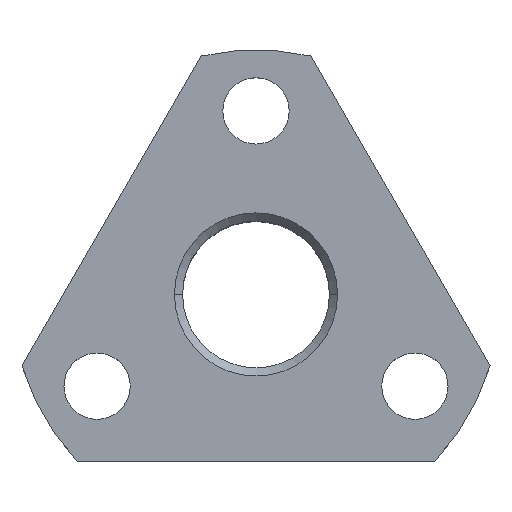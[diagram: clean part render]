
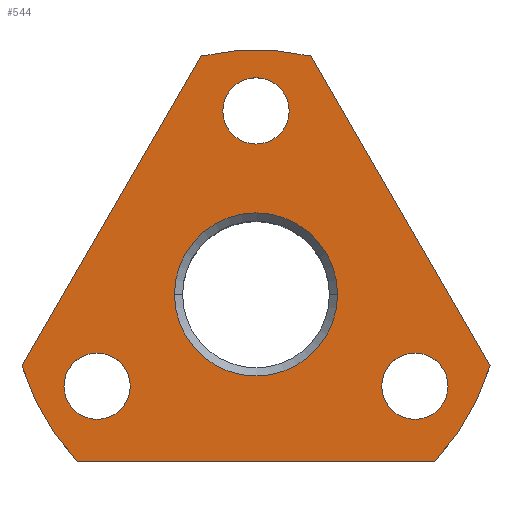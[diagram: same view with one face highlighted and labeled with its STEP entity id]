
A CAD part, top view. The second image highlights one B-rep face of the part: STEP entity #544.
In plain terms, the highlighted planar face has unit normal (0, 0, 1).
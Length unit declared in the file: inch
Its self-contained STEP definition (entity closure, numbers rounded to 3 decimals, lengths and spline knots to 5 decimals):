
#3 = CIRCLE ( 'NONE', #594, 0.10157 ) ;
#10 = DIRECTION ( 'NONE',  ( 0., 0., 1. ) ) ;
#28 = CARTESIAN_POINT ( 'NONE',  ( 0.15995, 0.72538, 0. ) ) ;
#35 = VERTEX_POINT ( 'NONE', #451 ) ;
#37 = EDGE_LOOP ( 'NONE', ( #182, #687 ) ) ;
#38 = DIRECTION ( 'NONE',  ( 0., 0., 1. ) ) ;
#47 = AXIS2_PLACEMENT_3D ( 'NONE', #294, #613, #227 ) ;
#49 = CARTESIAN_POINT ( 'NONE',  ( -0.72653, -0.22417, 0. ) ) ;
#64 = ORIENTED_EDGE ( 'NONE', *, *, #529, .F. ) ;
#66 = EDGE_LOOP ( 'NONE', ( #190, #174 ) ) ;
#72 = CIRCLE ( 'NONE', #442, 0.25 ) ;
#85 = ORIENTED_EDGE ( 'NONE', *, *, #591, .F. ) ;
#86 = VERTEX_POINT ( 'NONE', #373 ) ;
#94 = CARTESIAN_POINT ( 'NONE',  ( 0.70818, -0.22417, 0. ) ) ;
#100 = DIRECTION ( 'NONE',  ( 0.5, -0.866, 0. ) ) ;
#103 = DIRECTION ( 'NONE',  ( -1., 0., 0. ) ) ;
#104 = CIRCLE ( 'NONE', #47, 0.75 ) ;
#111 = ORIENTED_EDGE ( 'NONE', *, *, #741, .F. ) ;
#113 = CARTESIAN_POINT ( 'NONE',  ( -0.00918, -0.0053, 0. ) ) ;
#121 = DIRECTION ( 'NONE',  ( 0., 0., -1. ) ) ;
#147 = VERTEX_POINT ( 'NONE', #722 ) ;
#148 = VERTEX_POINT ( 'NONE', #264 ) ;
#155 = DIRECTION ( 'NONE',  ( 0., 0., 1. ) ) ;
#159 = AXIS2_PLACEMENT_3D ( 'NONE', #708, #829, #568 ) ;
#164 = ORIENTED_EDGE ( 'NONE', *, *, #831, .F. ) ;
#168 = CARTESIAN_POINT ( 'NONE',  ( -0.17831, 0.72538, 0. ) ) ;
#171 = FACE_BOUND ( 'NONE', #66, .T. ) ;
#172 = ORIENTED_EDGE ( 'NONE', *, *, #279, .F. ) ;
#174 = ORIENTED_EDGE ( 'NONE', *, *, #701, .F. ) ;
#177 = CARTESIAN_POINT ( 'NONE',  ( 0.15995, 0.72538, 0. ) ) ;
#182 = ORIENTED_EDGE ( 'NONE', *, *, #487, .F. ) ;
#188 = VECTOR ( 'NONE', #564, 39.37008 ) ;
#190 = ORIENTED_EDGE ( 'NONE', *, *, #384, .F. ) ;
#193 = CARTESIAN_POINT ( 'NONE',  ( -0.00918, -0.0053, 0. ) ) ;
#201 = EDGE_LOOP ( 'NONE', ( #164, #268, #602, #363, #172, #760 ) ) ;
#216 = CIRCLE ( 'NONE', #513, 0.25 ) ;
#221 = CARTESIAN_POINT ( 'NONE',  ( -0.59798, -0.2866, 0. ) ) ;
#225 = CARTESIAN_POINT ( 'NONE',  ( -0.39483, -0.2866, 0. ) ) ;
#227 = DIRECTION ( 'NONE',  ( 1., 0., 0. ) ) ;
#229 = AXIS2_PLACEMENT_3D ( 'NONE', #236, #818, #815 ) ;
#231 = DIRECTION ( 'NONE',  ( -1., 0., 0. ) ) ;
#236 = CARTESIAN_POINT ( 'NONE',  ( -0.4964, -0.2866, 0. ) ) ;
#244 = VERTEX_POINT ( 'NONE', #28 ) ;
#254 = CARTESIAN_POINT ( 'NONE',  ( -0.00918, 0.5573, 0. ) ) ;
#264 = CARTESIAN_POINT ( 'NONE',  ( 0.37647, -0.2866, 0. ) ) ;
#266 = CIRCLE ( 'NONE', #314, 0.75 ) ;
#268 = ORIENTED_EDGE ( 'NONE', *, *, #793, .F. ) ;
#279 = EDGE_CURVE ( 'NONE', #822, #244, #266, .T. ) ;
#283 = EDGE_LOOP ( 'NONE', ( #85, #736 ) ) ;
#285 = DIRECTION ( 'NONE',  ( -1., 0., 0. ) ) ;
#287 = DIRECTION ( 'NONE',  ( 0., 0., 1. ) ) ;
#294 = CARTESIAN_POINT ( 'NONE',  ( -0.00918, -0.0053, 0. ) ) ;
#297 = CARTESIAN_POINT ( 'NONE',  ( 0.24082, -0.0053, 0. ) ) ;
#308 = LINE ( 'NONE', #468, #714 ) ;
#314 = AXIS2_PLACEMENT_3D ( 'NONE', #419, #668, #806 ) ;
#319 = VERTEX_POINT ( 'NONE', #94 ) ;
#331 = AXIS2_PLACEMENT_3D ( 'NONE', #412, #155, #231 ) ;
#335 = CARTESIAN_POINT ( 'NONE',  ( 0.47805, -0.2866, 0. ) ) ;
#359 = VECTOR ( 'NONE', #100, 39.37008 ) ;
#363 = ORIENTED_EDGE ( 'NONE', *, *, #462, .F. ) ;
#365 = AXIS2_PLACEMENT_3D ( 'NONE', #629, #38, #103 ) ;
#366 = PLANE ( 'NONE',  #159 ) ;
#373 = CARTESIAN_POINT ( 'NONE',  ( -0.5574, -0.51711, 0. ) ) ;
#384 = EDGE_CURVE ( 'NONE', #738, #814, #660, .T. ) ;
#396 = AXIS2_PLACEMENT_3D ( 'NONE', #254, #770, #632 ) ;
#400 = CIRCLE ( 'NONE', #731, 0.10157 ) ;
#403 = LINE ( 'NONE', #177, #359 ) ;
#412 = CARTESIAN_POINT ( 'NONE',  ( -0.4964, -0.2866, 0. ) ) ;
#414 = CIRCLE ( 'NONE', #331, 0.10157 ) ;
#419 = CARTESIAN_POINT ( 'NONE',  ( -0.00918, -0.0053, 0. ) ) ;
#435 = DIRECTION ( 'NONE',  ( 1., 0., 0. ) ) ;
#442 = AXIS2_PLACEMENT_3D ( 'NONE', #763, #825, #435 ) ;
#451 = CARTESIAN_POINT ( 'NONE',  ( -0.11075, 0.5573, 0. ) ) ;
#462 = EDGE_CURVE ( 'NONE', #244, #319, #403, .T. ) ;
#467 = VERTEX_POINT ( 'NONE', #761 ) ;
#468 = CARTESIAN_POINT ( 'NONE',  ( -0.00918, -0.51711, 0. ) ) ;
#476 = CIRCLE ( 'NONE', #540, 0.75 ) ;
#487 = EDGE_CURVE ( 'NONE', #148, #664, #651, .T. ) ;
#510 = DIRECTION ( 'NONE',  ( -1., 0., 0. ) ) ;
#513 = AXIS2_PLACEMENT_3D ( 'NONE', #193, #528, #789 ) ;
#517 = EDGE_CURVE ( 'NONE', #319, #147, #476, .T. ) ;
#518 = VERTEX_POINT ( 'NONE', #571 ) ;
#528 = DIRECTION ( 'NONE',  ( 0., 0., 1. ) ) ;
#529 = EDGE_CURVE ( 'NONE', #580, #35, #532, .T. ) ;
#531 = CARTESIAN_POINT ( 'NONE',  ( -0.00918, 0.5573, 0. ) ) ;
#532 = CIRCLE ( 'NONE', #396, 0.10157 ) ;
#540 = AXIS2_PLACEMENT_3D ( 'NONE', #113, #121, #699 ) ;
#544 = ADVANCED_FACE ( 'NONE', ( #631, #171, #555, #781, #588 ), #366, .F. ) ;
#555 = FACE_BOUND ( 'NONE', #717, .T. ) ;
#564 = DIRECTION ( 'NONE',  ( 0.5, 0.866, 0. ) ) ;
#565 = LINE ( 'NONE', #49, #188 ) ;
#568 = DIRECTION ( 'NONE',  ( 0., 1., 0. ) ) ;
#571 = CARTESIAN_POINT ( 'NONE',  ( -0.25918, -0.0053, 0. ) ) ;
#579 = EDGE_CURVE ( 'NONE', #518, #803, #72, .T. ) ;
#580 = VERTEX_POINT ( 'NONE', #821 ) ;
#586 = EDGE_CURVE ( 'NONE', #467, #822, #565, .T. ) ;
#588 = FACE_BOUND ( 'NONE', #283, .T. ) ;
#591 = EDGE_CURVE ( 'NONE', #803, #518, #216, .T. ) ;
#594 = AXIS2_PLACEMENT_3D ( 'NONE', #335, #10, #510 ) ;
#602 = ORIENTED_EDGE ( 'NONE', *, *, #517, .F. ) ;
#613 = DIRECTION ( 'NONE',  ( 0., 0., -1. ) ) ;
#629 = CARTESIAN_POINT ( 'NONE',  ( 0.47805, -0.2866, 0. ) ) ;
#631 = FACE_BOUND ( 'NONE', #37, .T. ) ;
#632 = DIRECTION ( 'NONE',  ( -1., 0., 0. ) ) ;
#634 = EDGE_CURVE ( 'NONE', #664, #148, #3, .T. ) ;
#651 = CIRCLE ( 'NONE', #365, 0.10157 ) ;
#660 = CIRCLE ( 'NONE', #229, 0.10157 ) ;
#664 = VERTEX_POINT ( 'NONE', #771 ) ;
#668 = DIRECTION ( 'NONE',  ( 0., 0., -1. ) ) ;
#687 = ORIENTED_EDGE ( 'NONE', *, *, #634, .F. ) ;
#699 = DIRECTION ( 'NONE',  ( 1., 0., 0. ) ) ;
#701 = EDGE_CURVE ( 'NONE', #814, #738, #414, .T. ) ;
#708 = CARTESIAN_POINT ( 'NONE',  ( -0.00918, -0.0053, 0. ) ) ;
#714 = VECTOR ( 'NONE', #742, 39.37008 ) ;
#717 = EDGE_LOOP ( 'NONE', ( #111, #64 ) ) ;
#722 = CARTESIAN_POINT ( 'NONE',  ( 0.53905, -0.51711, 0. ) ) ;
#731 = AXIS2_PLACEMENT_3D ( 'NONE', #531, #287, #285 ) ;
#736 = ORIENTED_EDGE ( 'NONE', *, *, #579, .F. ) ;
#738 = VERTEX_POINT ( 'NONE', #221 ) ;
#741 = EDGE_CURVE ( 'NONE', #35, #580, #400, .T. ) ;
#742 = DIRECTION ( 'NONE',  ( -1., 0., 0. ) ) ;
#760 = ORIENTED_EDGE ( 'NONE', *, *, #586, .F. ) ;
#761 = CARTESIAN_POINT ( 'NONE',  ( -0.72653, -0.22417, 0. ) ) ;
#763 = CARTESIAN_POINT ( 'NONE',  ( -0.00918, -0.0053, 0. ) ) ;
#770 = DIRECTION ( 'NONE',  ( 0., 0., 1. ) ) ;
#771 = CARTESIAN_POINT ( 'NONE',  ( 0.57962, -0.2866, 0. ) ) ;
#781 = FACE_OUTER_BOUND ( 'NONE', #201, .T. ) ;
#789 = DIRECTION ( 'NONE',  ( 1., 0., 0. ) ) ;
#793 = EDGE_CURVE ( 'NONE', #147, #86, #308, .T. ) ;
#803 = VERTEX_POINT ( 'NONE', #297 ) ;
#806 = DIRECTION ( 'NONE',  ( 1., 0., 0. ) ) ;
#814 = VERTEX_POINT ( 'NONE', #225 ) ;
#815 = DIRECTION ( 'NONE',  ( -1., 0., 0. ) ) ;
#818 = DIRECTION ( 'NONE',  ( 0., 0., 1. ) ) ;
#821 = CARTESIAN_POINT ( 'NONE',  ( 0.0924, 0.5573, 0. ) ) ;
#822 = VERTEX_POINT ( 'NONE', #168 ) ;
#825 = DIRECTION ( 'NONE',  ( 0., 0., 1. ) ) ;
#829 = DIRECTION ( 'NONE',  ( 0., 0., -1. ) ) ;
#831 = EDGE_CURVE ( 'NONE', #86, #467, #104, .T. ) ;
